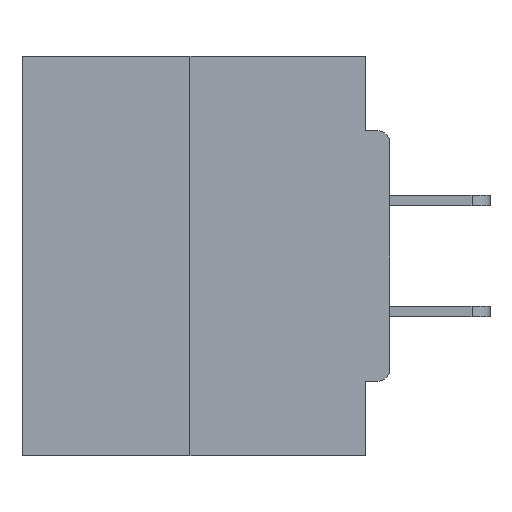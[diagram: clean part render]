
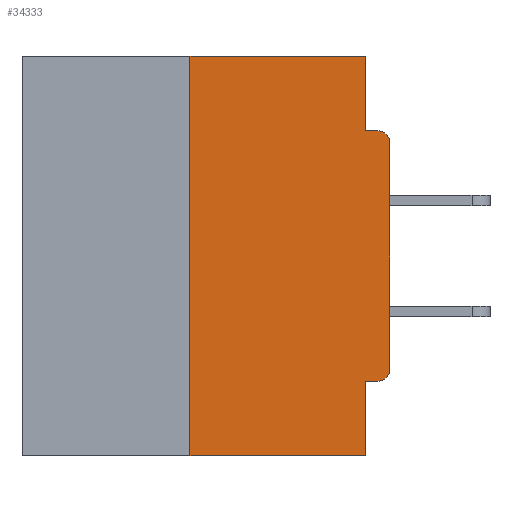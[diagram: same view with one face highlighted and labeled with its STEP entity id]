
A CAD part, left-side view. The second image highlights one B-rep face of the part: STEP entity #34333.
In plain terms, the highlighted planar face has unit normal (-1, 0, 0).
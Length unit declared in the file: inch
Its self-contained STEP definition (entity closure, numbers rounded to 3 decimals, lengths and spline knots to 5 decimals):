
#422 = ORIENTED_EDGE ( 'NONE', *, *, #32190, .F. ) ;
#1410 = VECTOR ( 'NONE', #45592, 39.37008 ) ;
#1926 = VECTOR ( 'NONE', #7547, 39.37008 ) ;
#2838 = LINE ( 'NONE', #7110, #29255 ) ;
#3774 = CARTESIAN_POINT ( 'NONE',  ( 0., 0.25, 0. ) ) ;
#3910 = ORIENTED_EDGE ( 'NONE', *, *, #32915, .F. ) ;
#6074 = EDGE_CURVE ( 'NONE', #32557, #8881, #34810, .T. ) ;
#6470 = LINE ( 'NONE', #46679, #1926 ) ;
#7110 = CARTESIAN_POINT ( 'NONE',  ( 0., 0.46, 0. ) ) ;
#7547 = DIRECTION ( 'NONE',  ( 0., 0., 1. ) ) ;
#8730 = ORIENTED_EDGE ( 'NONE', *, *, #32859, .T. ) ;
#8881 = VERTEX_POINT ( 'NONE', #24075 ) ;
#9584 = VECTOR ( 'NONE', #29417, 39.37008 ) ;
#11773 = DIRECTION ( 'NONE',  ( -1., 0., 0. ) ) ;
#12032 = LINE ( 'NONE', #46628, #20085 ) ;
#12510 = VERTEX_POINT ( 'NONE', #40232 ) ;
#13386 = EDGE_LOOP ( 'NONE', ( #37312, #422, #19015, #19929, #38163, #19521, #34440, #8730, #3910, #22035 ) ) ;
#13973 = LINE ( 'NONE', #30682, #1410 ) ;
#14157 = CARTESIAN_POINT ( 'NONE',  ( 0., 0.015, -0.4065 ) ) ;
#14489 = CARTESIAN_POINT ( 'NONE',  ( 0., 0.015, -0.0935 ) ) ;
#14820 = CARTESIAN_POINT ( 'NONE',  ( 0., 0.031, -0.5 ) ) ;
#16683 = DIRECTION ( 'NONE',  ( 0., -1., 0. ) ) ;
#16746 = EDGE_CURVE ( 'NONE', #44601, #42701, #12032, .T. ) ;
#17788 = AXIS2_PLACEMENT_3D ( 'NONE', #26679, #11773, #37770 ) ;
#17842 = EDGE_CURVE ( 'NONE', #23807, #22206, #46352, .T. ) ;
#18261 = CARTESIAN_POINT ( 'NONE',  ( 0., 0., -0.1085 ) ) ;
#19015 = ORIENTED_EDGE ( 'NONE', *, *, #17842, .T. ) ;
#19521 = ORIENTED_EDGE ( 'NONE', *, *, #32217, .T. ) ;
#19929 = ORIENTED_EDGE ( 'NONE', *, *, #46737, .F. ) ;
#19964 = DIRECTION ( 'NONE',  ( -1., 0., 0. ) ) ;
#20085 = VECTOR ( 'NONE', #35866, 39.37008 ) ;
#20421 = CIRCLE ( 'NONE', #39920, 0.015 ) ;
#20499 = LINE ( 'NONE', #3774, #9584 ) ;
#21576 = PLANE ( 'NONE',  #30463 ) ;
#22035 = ORIENTED_EDGE ( 'NONE', *, *, #16746, .F. ) ;
#22206 = VERTEX_POINT ( 'NONE', #14820 ) ;
#22524 = DIRECTION ( 'NONE',  ( 0., -1., 0. ) ) ;
#23633 = DIRECTION ( 'NONE',  ( 0., 0., -1. ) ) ;
#23807 = VERTEX_POINT ( 'NONE', #47230 ) ;
#24075 = CARTESIAN_POINT ( 'NONE',  ( 0., 0.031, -0.4065 ) ) ;
#25742 = CARTESIAN_POINT ( 'NONE',  ( 0., 0.46, -0.5 ) ) ;
#26061 = CARTESIAN_POINT ( 'NONE',  ( 0., 0., -0.4065 ) ) ;
#26104 = CARTESIAN_POINT ( 'NONE',  ( 0., 0.031, -0.0935 ) ) ;
#26307 = EDGE_CURVE ( 'NONE', #12510, #44601, #2838, .T. ) ;
#26679 = CARTESIAN_POINT ( 'NONE',  ( 0., 0.015, -0.3915 ) ) ;
#27630 = CARTESIAN_POINT ( 'NONE',  ( 0., 0.015, -0.1085 ) ) ;
#28766 = DIRECTION ( 'NONE',  ( 1., 0., 0. ) ) ;
#29255 = VECTOR ( 'NONE', #44327, 39.37008 ) ;
#29417 = DIRECTION ( 'NONE',  ( 0., 0., 1. ) ) ;
#29430 = CARTESIAN_POINT ( 'NONE',  ( 0., 0.46, 0. ) ) ;
#29580 = DIRECTION ( 'NONE',  ( 0., 1., 0. ) ) ;
#30463 = AXIS2_PLACEMENT_3D ( 'NONE', #29430, #28766, #32638 ) ;
#30682 = CARTESIAN_POINT ( 'NONE',  ( 0., 0.031, -0.5 ) ) ;
#30833 = CIRCLE ( 'NONE', #17788, 0.015 ) ;
#32190 = EDGE_CURVE ( 'NONE', #23807, #12510, #20499, .T. ) ;
#32217 = EDGE_CURVE ( 'NONE', #32557, #44102, #30833, .T. ) ;
#32557 = VERTEX_POINT ( 'NONE', #14157 ) ;
#32638 = DIRECTION ( 'NONE',  ( 0., 0., -1. ) ) ;
#32859 = EDGE_CURVE ( 'NONE', #46253, #35173, #20421, .T. ) ;
#32915 = EDGE_CURVE ( 'NONE', #42701, #35173, #41626, .T. ) ;
#33657 = CARTESIAN_POINT ( 'NONE',  ( 0., 0.031, 0. ) ) ;
#34333 = ADVANCED_FACE ( 'NONE', ( #45868 ), #21576, .F. ) ;
#34440 = ORIENTED_EDGE ( 'NONE', *, *, #46464, .T. ) ;
#34810 = LINE ( 'NONE', #26061, #38815 ) ;
#35173 = VERTEX_POINT ( 'NONE', #14489 ) ;
#35313 = VECTOR ( 'NONE', #16683, 39.37008 ) ;
#35866 = DIRECTION ( 'NONE',  ( 0., 0., -1. ) ) ;
#37312 = ORIENTED_EDGE ( 'NONE', *, *, #26307, .F. ) ;
#37770 = DIRECTION ( 'NONE',  ( 0., 0., -1. ) ) ;
#38163 = ORIENTED_EDGE ( 'NONE', *, *, #6074, .F. ) ;
#38599 = CARTESIAN_POINT ( 'NONE',  ( 0., 0., -0.3915 ) ) ;
#38815 = VECTOR ( 'NONE', #29580, 39.37008 ) ;
#39005 = CARTESIAN_POINT ( 'NONE',  ( 0., 0., -0.0935 ) ) ;
#39920 = AXIS2_PLACEMENT_3D ( 'NONE', #27630, #19964, #23633 ) ;
#40232 = CARTESIAN_POINT ( 'NONE',  ( 0., 0.25, 0. ) ) ;
#41626 = LINE ( 'NONE', #39005, #35313 ) ;
#42701 = VERTEX_POINT ( 'NONE', #26104 ) ;
#44102 = VERTEX_POINT ( 'NONE', #38599 ) ;
#44327 = DIRECTION ( 'NONE',  ( 0., -1., 0. ) ) ;
#44601 = VERTEX_POINT ( 'NONE', #33657 ) ;
#45227 = VECTOR ( 'NONE', #22524, 39.37008 ) ;
#45592 = DIRECTION ( 'NONE',  ( 0., 0., -1. ) ) ;
#45868 = FACE_OUTER_BOUND ( 'NONE', #13386, .T. ) ;
#46253 = VERTEX_POINT ( 'NONE', #18261 ) ;
#46352 = LINE ( 'NONE', #25742, #45227 ) ;
#46464 = EDGE_CURVE ( 'NONE', #44102, #46253, #6470, .T. ) ;
#46628 = CARTESIAN_POINT ( 'NONE',  ( 0., 0.031, 0. ) ) ;
#46679 = CARTESIAN_POINT ( 'NONE',  ( 0., 0., 0. ) ) ;
#46737 = EDGE_CURVE ( 'NONE', #8881, #22206, #13973, .T. ) ;
#47230 = CARTESIAN_POINT ( 'NONE',  ( 0., 0.25, -0.5 ) ) ;
